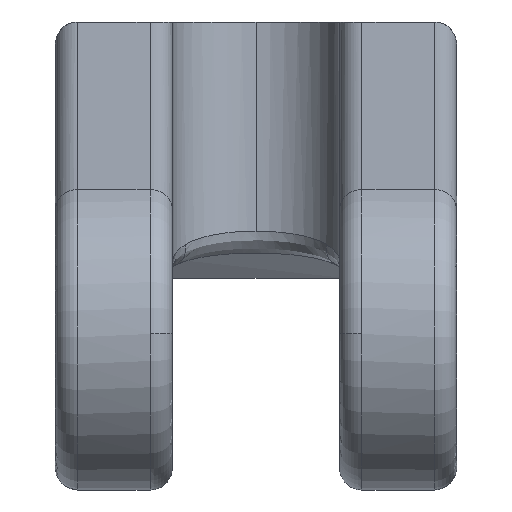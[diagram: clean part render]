
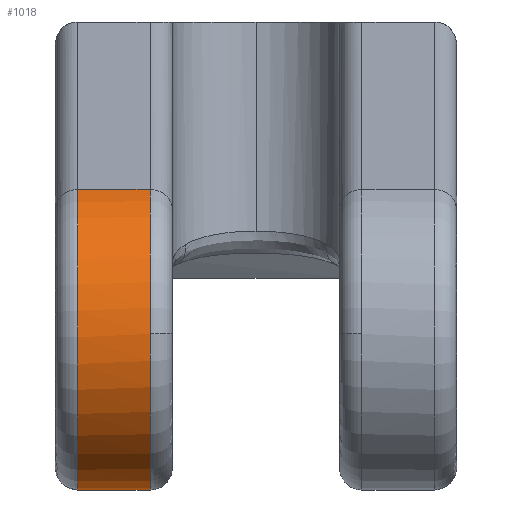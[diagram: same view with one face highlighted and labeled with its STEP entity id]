
A CAD part, left-side view. The second image highlights one B-rep face of the part: STEP entity #1018.
In plain terms, the highlighted cylindrical face has radius 7 mm (diameter 14 mm), a partial arc.
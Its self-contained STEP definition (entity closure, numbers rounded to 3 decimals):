
#84 = AXIS2_PLACEMENT_3D ( 'NONE', #1395, #1147, #338 ) ;
#338 = DIRECTION ( 'NONE',  ( 0., 0., -1. ) ) ;
#427 = LINE ( 'NONE', #2812, #2958 ) ;
#524 = VERTEX_POINT ( 'NONE', #1661 ) ;
#576 = EDGE_CURVE ( 'NONE', #3541, #1824, #3303, .T. ) ;
#656 = AXIS2_PLACEMENT_3D ( 'NONE', #1169, #2021, #3448 ) ;
#725 = LINE ( 'NONE', #1830, #1700 ) ;
#726 = CARTESIAN_POINT ( 'NONE',  ( 10.025, 13.75, -12.989 ) ) ;
#771 = EDGE_LOOP ( 'NONE', ( #2245, #1043, #3070, #1762, #3480 ) ) ;
#1004 = EDGE_CURVE ( 'NONE', #3541, #524, #725, .T. ) ;
#1018 = ADVANCED_FACE ( 'NONE', ( #1415 ), #2794, .T. ) ;
#1022 = DIRECTION ( 'NONE',  ( -1., 0., 0. ) ) ;
#1043 = ORIENTED_EDGE ( 'NONE', *, *, #2231, .T. ) ;
#1147 = DIRECTION ( 'NONE',  ( 0., -1., 0. ) ) ;
#1169 = CARTESIAN_POINT ( 'NONE',  ( 10.025, 17., -12.989 ) ) ;
#1287 = EDGE_CURVE ( 'NONE', #1795, #3570, #3136, .T. ) ;
#1395 = CARTESIAN_POINT ( 'NONE',  ( 10.025, 18., -12.989 ) ) ;
#1415 = FACE_OUTER_BOUND ( 'NONE', #771, .T. ) ;
#1424 = CARTESIAN_POINT ( 'NONE',  ( 3.025, 13.75, -12.989 ) ) ;
#1444 = DIRECTION ( 'NONE',  ( -1., 0., 0. ) ) ;
#1661 = CARTESIAN_POINT ( 'NONE',  ( 7.379, 13.75, -6.509 ) ) ;
#1700 = VECTOR ( 'NONE', #2489, 1000. ) ;
#1762 = ORIENTED_EDGE ( 'NONE', *, *, #3049, .T. ) ;
#1795 = VERTEX_POINT ( 'NONE', #2516 ) ;
#1824 = VERTEX_POINT ( 'NONE', #2710 ) ;
#1830 = CARTESIAN_POINT ( 'NONE',  ( 7.379, 18., -6.509 ) ) ;
#2021 = DIRECTION ( 'NONE',  ( 0., -1., 0. ) ) ;
#2231 = EDGE_CURVE ( 'NONE', #1824, #1795, #427, .T. ) ;
#2245 = ORIENTED_EDGE ( 'NONE', *, *, #576, .T. ) ;
#2380 = DIRECTION ( 'NONE',  ( 0., 1., 0. ) ) ;
#2453 = CIRCLE ( 'NONE', #2918, 7. ) ;
#2489 = DIRECTION ( 'NONE',  ( 0., -1., 0. ) ) ;
#2516 = CARTESIAN_POINT ( 'NONE',  ( 10.025, 13.75, -19.989 ) ) ;
#2572 = DIRECTION ( 'NONE',  ( 0., 1., 0. ) ) ;
#2618 = CARTESIAN_POINT ( 'NONE',  ( 7.379, 17., -6.509 ) ) ;
#2710 = CARTESIAN_POINT ( 'NONE',  ( 10.025, 17., -19.989 ) ) ;
#2794 = CYLINDRICAL_SURFACE ( 'NONE', #84, 7. ) ;
#2812 = CARTESIAN_POINT ( 'NONE',  ( 10.025, 18., -19.989 ) ) ;
#2918 = AXIS2_PLACEMENT_3D ( 'NONE', #726, #2380, #1022 ) ;
#2958 = VECTOR ( 'NONE', #3381, 1000. ) ;
#3049 = EDGE_CURVE ( 'NONE', #3570, #524, #2453, .T. ) ;
#3070 = ORIENTED_EDGE ( 'NONE', *, *, #1287, .T. ) ;
#3136 = CIRCLE ( 'NONE', #3195, 7. ) ;
#3195 = AXIS2_PLACEMENT_3D ( 'NONE', #3411, #2572, #1444 ) ;
#3303 = CIRCLE ( 'NONE', #656, 7. ) ;
#3381 = DIRECTION ( 'NONE',  ( 0., -1., 0. ) ) ;
#3411 = CARTESIAN_POINT ( 'NONE',  ( 10.025, 13.75, -12.989 ) ) ;
#3448 = DIRECTION ( 'NONE',  ( 0., 0., 1. ) ) ;
#3480 = ORIENTED_EDGE ( 'NONE', *, *, #1004, .F. ) ;
#3541 = VERTEX_POINT ( 'NONE', #2618 ) ;
#3570 = VERTEX_POINT ( 'NONE', #1424 ) ;
